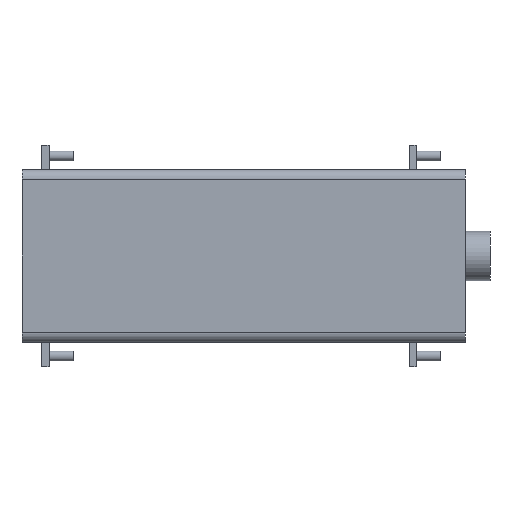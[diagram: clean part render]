
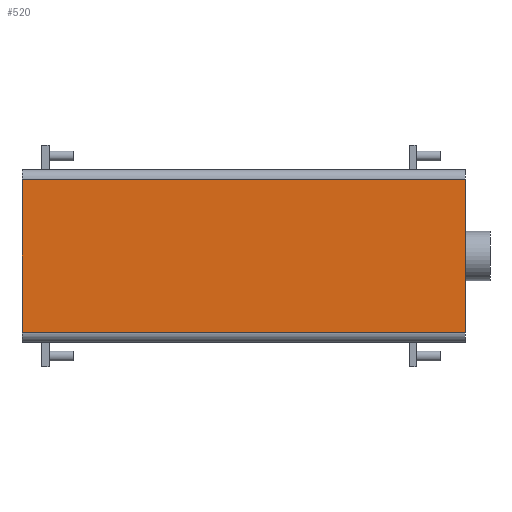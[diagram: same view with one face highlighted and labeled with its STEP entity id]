
A CAD part, front view. The second image highlights one B-rep face of the part: STEP entity #520.
In plain terms, the highlighted planar face has unit normal (0, -1, 0).
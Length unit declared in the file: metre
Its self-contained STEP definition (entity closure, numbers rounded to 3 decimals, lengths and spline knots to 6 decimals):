
#18 = EDGE_LOOP ( 'NONE', ( #155, #361, #462, #147 ) ) ;
#60 = VERTEX_POINT ( 'NONE', #1226 ) ;
#75 = CARTESIAN_POINT ( 'NONE',  ( 0.45, -0.09, 0.175 ) ) ;
#96 = DIRECTION ( 'NONE',  ( 1., 0., 0. ) ) ;
#102 = DIRECTION ( 'NONE',  ( 0., 0., -1. ) ) ;
#121 = CARTESIAN_POINT ( 'NONE',  ( -0.45, -0.09, 0.175 ) ) ;
#147 = ORIENTED_EDGE ( 'NONE', *, *, #1287, .T. ) ;
#155 = ORIENTED_EDGE ( 'NONE', *, *, #920, .T. ) ;
#189 = LINE ( 'NONE', #619, #763 ) ;
#210 = CARTESIAN_POINT ( 'NONE',  ( 0.45, -0.09, -0.155 ) ) ;
#217 = EDGE_CURVE ( 'NONE', #60, #1036, #822, .T. ) ;
#361 = ORIENTED_EDGE ( 'NONE', *, *, #1090, .T. ) ;
#462 = ORIENTED_EDGE ( 'NONE', *, *, #217, .F. ) ;
#520 = ADVANCED_FACE ( 'NONE', ( #1247 ), #625, .F. ) ;
#558 = VERTEX_POINT ( 'NONE', #1339 ) ;
#583 = LINE ( 'NONE', #210, #988 ) ;
#619 = CARTESIAN_POINT ( 'NONE',  ( 0.45, -0.09, 0.155 ) ) ;
#625 = PLANE ( 'NONE',  #1233 ) ;
#632 = DIRECTION ( 'NONE',  ( 0., 1., 0. ) ) ;
#763 = VECTOR ( 'NONE', #1122, 1. ) ;
#822 = LINE ( 'NONE', #75, #1005 ) ;
#834 = DIRECTION ( 'NONE',  ( 0., 0., -1. ) ) ;
#838 = CARTESIAN_POINT ( 'NONE',  ( -0.45, -0.09, -0.155 ) ) ;
#863 = CARTESIAN_POINT ( 'NONE',  ( 0.45, -0.09, -0.155 ) ) ;
#883 = VERTEX_POINT ( 'NONE', #838 ) ;
#910 = CARTESIAN_POINT ( 'NONE',  ( 0.45, -0.09, 0.175 ) ) ;
#912 = VECTOR ( 'NONE', #102, 1. ) ;
#920 = EDGE_CURVE ( 'NONE', #558, #883, #1039, .T. ) ;
#988 = VECTOR ( 'NONE', #96, 1. ) ;
#1005 = VECTOR ( 'NONE', #834, 1. ) ;
#1036 = VERTEX_POINT ( 'NONE', #863 ) ;
#1039 = LINE ( 'NONE', #121, #912 ) ;
#1090 = EDGE_CURVE ( 'NONE', #883, #1036, #583, .T. ) ;
#1122 = DIRECTION ( 'NONE',  ( -1., 0., 0. ) ) ;
#1224 = DIRECTION ( 'NONE',  ( 0., 0., 1. ) ) ;
#1226 = CARTESIAN_POINT ( 'NONE',  ( 0.45, -0.09, 0.155 ) ) ;
#1233 = AXIS2_PLACEMENT_3D ( 'NONE', #910, #632, #1224 ) ;
#1247 = FACE_OUTER_BOUND ( 'NONE', #18, .T. ) ;
#1287 = EDGE_CURVE ( 'NONE', #60, #558, #189, .T. ) ;
#1339 = CARTESIAN_POINT ( 'NONE',  ( -0.45, -0.09, 0.155 ) ) ;
